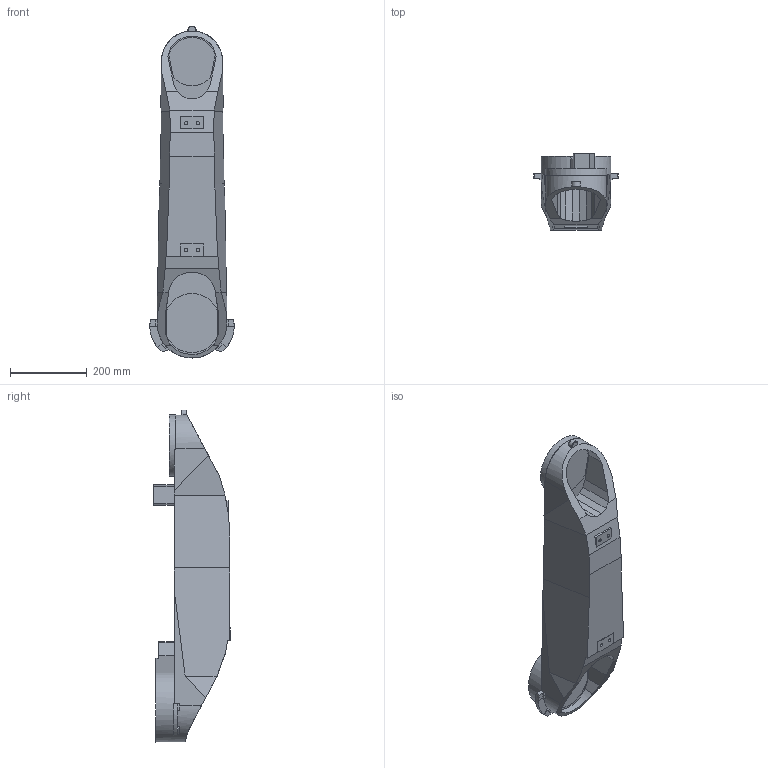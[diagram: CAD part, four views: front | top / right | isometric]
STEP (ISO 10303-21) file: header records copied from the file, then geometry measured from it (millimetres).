
FILE_DESCRIPTION(/* description */ (''),/* implementation_level */ '2;1');
FILE_NAME(/* name */ 'Sólido1_ipt_8bba5e05.STEP',/* time_stamp */ '2019-03-12T18:24:42-05:00',/* author */ ('a4lfr'),/* organization */ (''),/* preprocessor_version */ 'ST-DEVELOPER v17',/* originating_system */ 'Autodesk Inventor 2019',/* authorisation */ '');
FILE_SCHEMA (('AUTOMOTIVE_DESIGN { 1 0 10303 214 3 1 1 }'));
Length unit declared in the file: millimetre
Products named in the file (1): Sólido1
Bounding box: 219.37 x 199.5 x 863.69 mm (x, y, z)
Volume: 13518883 mm3; surface area: 584114.5 mm2
Topology: 1 solids, 1 shells, 138 faces, 386 edges, 259 vertices
Faces by surface type: plane 116, cylinder 20, cone 2
Full cylindrical faces by diameter (mm): 8.4 x4, 160 x1
Entity records: 4611 total; most frequent: CARTESIAN_POINT 784, ORIENTED_EDGE 772, DIRECTION 741, EDGE_CURVE 386, LINE 309, VECTOR 309, VERTEX_POINT 259, AXIS2_PLACEMENT_3D 216
